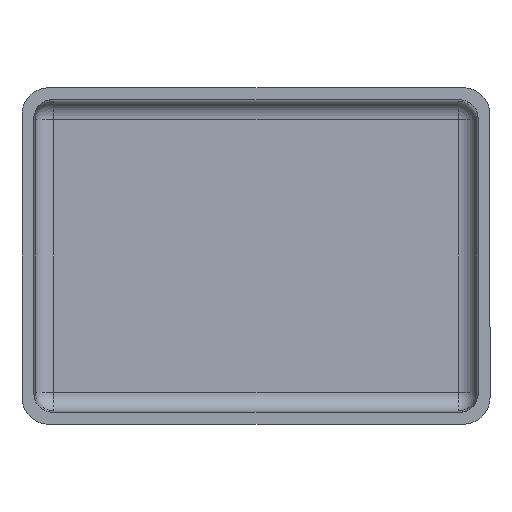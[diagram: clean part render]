
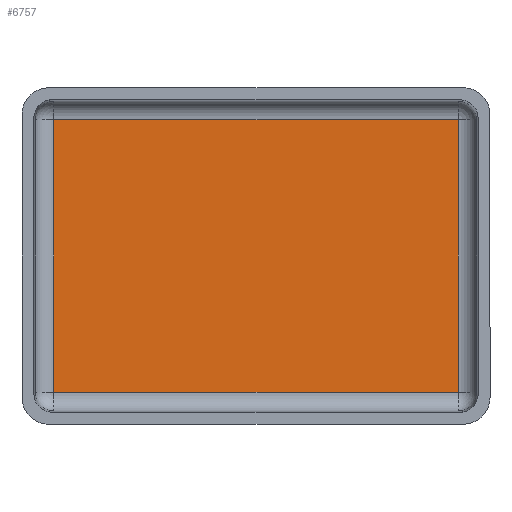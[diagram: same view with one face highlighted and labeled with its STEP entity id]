
A CAD part, front view. The second image highlights one B-rep face of the part: STEP entity #6757.
In plain terms, the highlighted planar face has unit normal (0, -1, 0).
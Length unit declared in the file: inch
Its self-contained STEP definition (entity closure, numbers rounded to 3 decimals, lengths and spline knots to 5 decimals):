
#48 = DIRECTION ( 'NONE',  ( 0., 0., 1. ) ) ;
#407 = CARTESIAN_POINT ( 'NONE',  ( -6.79381, 1.79, 5.46 ) ) ;
#698 = EDGE_CURVE ( 'NONE', #4697, #6294, #2992, .T. ) ;
#838 = DIRECTION ( 'NONE',  ( 1., 0., 0. ) ) ;
#939 = ORIENTED_EDGE ( 'NONE', *, *, #4786, .F. ) ;
#1283 = DIRECTION ( 'NONE',  ( 0., 0., -1. ) ) ;
#1372 = VECTOR ( 'NONE', #6110, 39.37008 ) ;
#1660 = LINE ( 'NONE', #4245, #4692 ) ;
#1736 = PLANE ( 'NONE',  #6052 ) ;
#2003 = CARTESIAN_POINT ( 'NONE',  ( -7.67, 1.79, -4.58381 ) ) ;
#2212 = EDGE_CURVE ( 'NONE', #3746, #4213, #4405, .T. ) ;
#2556 = DIRECTION ( 'NONE',  ( -1., 0., 0. ) ) ;
#2991 = CARTESIAN_POINT ( 'NONE',  ( 6.79381, 1.79, 5.46 ) ) ;
#2992 = LINE ( 'NONE', #2991, #4340 ) ;
#3044 = CARTESIAN_POINT ( 'NONE',  ( -6.79381, 1.79, -4.58381 ) ) ;
#3055 = CARTESIAN_POINT ( 'NONE',  ( 6.79381, 1.79, -4.58381 ) ) ;
#3103 = ORIENTED_EDGE ( 'NONE', *, *, #698, .F. ) ;
#3457 = DIRECTION ( 'NONE',  ( 0., 1., 0. ) ) ;
#3644 = ORIENTED_EDGE ( 'NONE', *, *, #2212, .F. ) ;
#3653 = CARTESIAN_POINT ( 'NONE',  ( 6.79381, 1.79, 4.58381 ) ) ;
#3746 = VERTEX_POINT ( 'NONE', #3044 ) ;
#4039 = CARTESIAN_POINT ( 'NONE',  ( -6.79381, 1.79, 4.58381 ) ) ;
#4213 = VERTEX_POINT ( 'NONE', #4039 ) ;
#4245 = CARTESIAN_POINT ( 'NONE',  ( -7.67, 1.79, 4.58381 ) ) ;
#4340 = VECTOR ( 'NONE', #1283, 39.37008 ) ;
#4405 = LINE ( 'NONE', #407, #1372 ) ;
#4692 = VECTOR ( 'NONE', #838, 39.37008 ) ;
#4697 = VERTEX_POINT ( 'NONE', #3653 ) ;
#4786 = EDGE_CURVE ( 'NONE', #6294, #3746, #5542, .T. ) ;
#5078 = ORIENTED_EDGE ( 'NONE', *, *, #5574, .F. ) ;
#5366 = VECTOR ( 'NONE', #2556, 39.37008 ) ;
#5448 = EDGE_LOOP ( 'NONE', ( #939, #3103, #5078, #3644 ) ) ;
#5542 = LINE ( 'NONE', #2003, #5366 ) ;
#5574 = EDGE_CURVE ( 'NONE', #4213, #4697, #1660, .T. ) ;
#5699 = CARTESIAN_POINT ( 'NONE',  ( -7.67, 1.79, 5.46 ) ) ;
#6052 = AXIS2_PLACEMENT_3D ( 'NONE', #5699, #3457, #48 ) ;
#6110 = DIRECTION ( 'NONE',  ( 0., 0., 1. ) ) ;
#6294 = VERTEX_POINT ( 'NONE', #3055 ) ;
#6336 = FACE_OUTER_BOUND ( 'NONE', #5448, .T. ) ;
#6757 = ADVANCED_FACE ( 'NONE', ( #6336 ), #1736, .F. ) ;
